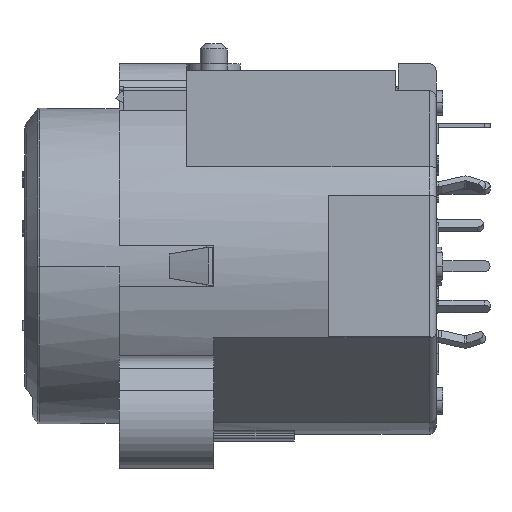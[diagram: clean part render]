
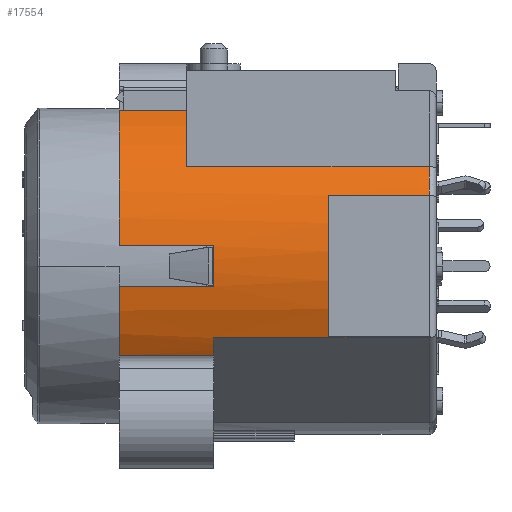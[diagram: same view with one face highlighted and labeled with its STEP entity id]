
A CAD part, left-side view. The second image highlights one B-rep face of the part: STEP entity #17554.
In plain terms, the highlighted cylindrical face has radius 13 mm (diameter 26 mm), a partial arc.
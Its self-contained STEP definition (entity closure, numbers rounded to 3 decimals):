
#2315=DIRECTION('',(0.,1.,0.));
#2316=VECTOR('',#2315,18.);
#2317=CARTESIAN_POINT('',(-10.7,-30.,7.383));
#2318=LINE('',#2317,#2316);
#2342=CARTESIAN_POINT('',(0.,-30.,0.));
#2343=DIRECTION('',(0.,1.,0.));
#2344=DIRECTION('',(-0.915,0.,0.403));
#2345=AXIS2_PLACEMENT_3D('',#2342,#2343,#2344);
#2383=CARTESIAN_POINT('',(0.,-22.5,0.));
#2384=DIRECTION('',(0.,-1.,0.));
#2385=DIRECTION('',(-0.915,0.,0.403));
#2386=AXIS2_PLACEMENT_3D('',#2383,#2384,#2385);
#2388=CARTESIAN_POINT('',(-11.879,-30.143,
-5.281));
#2389=CARTESIAN_POINT('',(-11.884,-30.128,
-5.271));
#2390=CARTESIAN_POINT('',(-11.891,-30.096,
-5.253));
#2391=CARTESIAN_POINT('',(-11.899,-30.048,
-5.237));
#2392=CARTESIAN_POINT('',(-11.9,-30.016,-5.234));
#2393=CARTESIAN_POINT('',(-11.9,-30.,-5.234));
#2395=CARTESIAN_POINT('',(0.,-7.,0.));
#2396=DIRECTION('',(0.,1.,0.));
#2397=DIRECTION('',(-0.859,0.,-0.513));
#2398=AXIS2_PLACEMENT_3D('',#2395,#2396,#2397);
#2400=CARTESIAN_POINT('',(0.,-7.,0.));
#2401=DIRECTION('',(0.,1.,0.));
#2402=DIRECTION('',(-0.993,0.,0.115));
#2403=AXIS2_PLACEMENT_3D('',#2400,#2401,#2402);
#2425=DIRECTION('',(0.,-1.,0.));
#2426=VECTOR('',#2425,7.5);
#2427=CARTESIAN_POINT('',(-11.9,-22.5,5.234));
#2428=LINE('',#2427,#2426);
#2429=DIRECTION('',(0.,-1.,0.));
#2430=VECTOR('',#2429,7.5);
#2431=CARTESIAN_POINT('',(-11.9,-22.5,-5.234));
#2432=LINE('',#2431,#2430);
#2437=CARTESIAN_POINT('',(0.,-14.,0.));
#2438=DIRECTION('',(0.,-1.,0.));
#2439=DIRECTION('',(-0.993,0.,0.115));
#2440=AXIS2_PLACEMENT_3D('',#2437,#2438,#2439);
#2459=DIRECTION('',(0.,-1.,0.));
#2460=VECTOR('',#2459,7.);
#2461=CARTESIAN_POINT('',(-12.913,-7.,1.5));
#2462=LINE('',#2461,#2460);
#2949=CARTESIAN_POINT('',(0.,-12.,0.));
#2950=DIRECTION('',(0.,-1.,0.));
#2951=DIRECTION('',(-0.462,0.,0.887));
#2952=AXIS2_PLACEMENT_3D('',#2949,#2950,#2951);
#3069=DIRECTION('',(0.,-1.,0.));
#3070=VECTOR('',#3069,4.7);
#3071=CARTESIAN_POINT('',(-6.,-7.3,11.533));
#3072=LINE('',#3071,#3070);
#3077=DIRECTION('',(0.,-1.,0.));
#3078=VECTOR('',#3077,0.3);
#3079=CARTESIAN_POINT('',(-6.,-7.,11.533));
#3080=LINE('',#3079,#3078);
#3346=CARTESIAN_POINT('',(0.,-14.,0.));
#3347=DIRECTION('',(0.,-1.,0.));
#3348=DIRECTION('',(-0.912,0.,-0.41));
#3349=AXIS2_PLACEMENT_3D('',#3346,#3347,#3348);
#3687=DIRECTION('',(0.,-1.,0.));
#3688=VECTOR('',#3687,7.);
#3689=CARTESIAN_POINT('',(-11.162,-7.,-6.663));
#3690=LINE('',#3689,#3688);
#3812=DIRECTION('',(0.,-1.,0.));
#3813=VECTOR('',#3812,16.);
#3814=CARTESIAN_POINT('',(-11.859,-14.,-5.327));
#3815=LINE('',#3814,#3813);
#3824=CARTESIAN_POINT('',(-11.879,-30.143,
-5.281));
#3825=CARTESIAN_POINT('',(-11.874,-30.128,
-5.291));
#3826=CARTESIAN_POINT('',(-11.867,-30.096,
-5.308));
#3827=CARTESIAN_POINT('',(-11.86,-30.047,
-5.323));
#3828=CARTESIAN_POINT('',(-11.859,-30.016,
-5.327));
#3829=CARTESIAN_POINT('',(-11.859,-30.,-5.327));
#3943=CARTESIAN_POINT('',(-11.879,-30.143,
-5.281));
#7504=DIRECTION('',(0.,-1.,0.));
#7505=VECTOR('',#7504,7.);
#7506=CARTESIAN_POINT('',(-12.913,-7.,-1.5));
#7507=LINE('',#7506,#7505);
#12021=CARTESIAN_POINT('',(-11.859,-14.,-5.327));
#12023=VERTEX_POINT('',#12021);
#12039=CARTESIAN_POINT('',(-12.913,-7.,-1.5));
#12041=VERTEX_POINT('',#12039);
#12046=CARTESIAN_POINT('',(-12.913,-7.,1.5));
#12048=VERTEX_POINT('',#12046);
#12049=CARTESIAN_POINT('',(-12.913,-14.,-1.5));
#12050=VERTEX_POINT('',#12049);
#12051=CARTESIAN_POINT('',(-12.913,-14.,1.5));
#12052=VERTEX_POINT('',#12051);
#12078=CARTESIAN_POINT('',(-6.,-12.,11.533));
#12079=CARTESIAN_POINT('',(-10.7,-12.,7.383));
#12080=VERTEX_POINT('',#12078);
#12081=VERTEX_POINT('',#12079);
#12638=CARTESIAN_POINT('',(-11.162,-7.,-6.663));
#12639=CARTESIAN_POINT('',(-11.162,-14.,-6.664));
#12640=VERTEX_POINT('',#12638);
#12641=VERTEX_POINT('',#12639);
#12695=CARTESIAN_POINT('',(-6.,-7.3,11.533));
#12697=VERTEX_POINT('',#12695);
#12720=CARTESIAN_POINT('',(-6.,-7.,11.533));
#12721=VERTEX_POINT('',#12720);
#13313=CARTESIAN_POINT('',(-11.859,-30.,-5.327));
#13314=VERTEX_POINT('',#13313);
#13317=CARTESIAN_POINT('',(-11.9,-30.,5.234));
#13318=CARTESIAN_POINT('',(-11.9,-30.,-5.234));
#13319=VERTEX_POINT('',#13317);
#13320=VERTEX_POINT('',#13318);
#13321=CARTESIAN_POINT('',(-10.7,-30.,7.383));
#13322=VERTEX_POINT('',#13321);
#13329=CARTESIAN_POINT('',(-11.9,-22.5,5.234));
#13330=VERTEX_POINT('',#13329);
#13338=VERTEX_POINT('',#3943);
#13391=CARTESIAN_POINT('',(-11.9,-22.5,-5.234));
#13392=VERTEX_POINT('',#13391);
#17513=CARTESIAN_POINT('',(0.,-7.,0.));
#17514=DIRECTION('',(0.,-1.,0.));
#17515=DIRECTION('',(1.,0.,0.));
#17516=AXIS2_PLACEMENT_3D('',#17513,#17514,#17515);
#17517=CYLINDRICAL_SURFACE('',#17516,13.);
#17519=ORIENTED_EDGE('',*,*,#17518,.T.);
#17521=ORIENTED_EDGE('',*,*,#17520,.T.);
#17523=ORIENTED_EDGE('',*,*,#17522,.F.);
#17525=ORIENTED_EDGE('',*,*,#17524,.T.);
#17527=ORIENTED_EDGE('',*,*,#17526,.F.);
#17529=ORIENTED_EDGE('',*,*,#17528,.T.);
#17531=ORIENTED_EDGE('',*,*,#17530,.F.);
#17533=ORIENTED_EDGE('',*,*,#17532,.T.);
#17535=ORIENTED_EDGE('',*,*,#17534,.T.);
#17537=ORIENTED_EDGE('',*,*,#17536,.F.);
#17539=ORIENTED_EDGE('',*,*,#17538,.F.);
#17541=ORIENTED_EDGE('',*,*,#17540,.T.);
#17543=ORIENTED_EDGE('',*,*,#17542,.T.);
#17545=ORIENTED_EDGE('',*,*,#17544,.T.);
#17547=ORIENTED_EDGE('',*,*,#17546,.T.);
#17548=ORIENTED_EDGE('',*,*,#17432,.F.);
#17549=ORIENTED_EDGE('',*,*,#17458,.F.);
#17551=ORIENTED_EDGE('',*,*,#17550,.F.);
#17552=EDGE_LOOP('',(#17519,#17521,#17523,#17525,#17527,#17529,#17531,#17533,
#17535,#17537,#17539,#17541,#17543,#17545,#17547,#17548,#17549,#17551));
#17553=FACE_OUTER_BOUND('',#17552,.F.);
#17554=ADVANCED_FACE('',(#17553),#17517,.T.);
#2346=CIRCLE('',#2345,13.);
#2387=CIRCLE('',#2386,13.);
#2394=B_SPLINE_CURVE_WITH_KNOTS('',3,(#2388,#2389,#2390,#2391,#2392,#2393),
.UNSPECIFIED.,.F.,.F.,(4,1,1,4),(0.,0.333,0.667,1.),
.UNSPECIFIED.);
#2399=CIRCLE('',#2398,13.);
#2404=CIRCLE('',#2403,13.);
#2441=CIRCLE('',#2440,13.);
#2953=CIRCLE('',#2952,13.);
#3350=CIRCLE('',#3349,13.);
#3830=B_SPLINE_CURVE_WITH_KNOTS('',3,(#3824,#3825,#3826,#3827,#3828,#3829),
.UNSPECIFIED.,.F.,.F.,(4,1,1,4),(0.,0.333,0.667,1.),
.UNSPECIFIED.);
#17432=EDGE_CURVE('',#13322,#12081,#2318,.T.);
#17458=EDGE_CURVE('',#13319,#13322,#2346,.T.);
#17518=EDGE_CURVE('',#13330,#13392,#2387,.T.);
#17520=EDGE_CURVE('',#13392,#13320,#2432,.T.);
#17522=EDGE_CURVE('',#13338,#13320,#2394,.T.);
#17524=EDGE_CURVE('',#13338,#13314,#3830,.T.);
#17526=EDGE_CURVE('',#12023,#13314,#3815,.T.);
#17528=EDGE_CURVE('',#12023,#12641,#3350,.T.);
#17530=EDGE_CURVE('',#12640,#12641,#3690,.T.);
#17532=EDGE_CURVE('',#12640,#12041,#2399,.T.);
#17534=EDGE_CURVE('',#12041,#12050,#7507,.T.);
#17536=EDGE_CURVE('',#12052,#12050,#2441,.T.);
#17538=EDGE_CURVE('',#12048,#12052,#2462,.T.);
#17540=EDGE_CURVE('',#12048,#12721,#2404,.T.);
#17542=EDGE_CURVE('',#12721,#12697,#3080,.T.);
#17544=EDGE_CURVE('',#12697,#12080,#3072,.T.);
#17546=EDGE_CURVE('',#12080,#12081,#2953,.T.);
#17550=EDGE_CURVE('',#13330,#13319,#2428,.T.);
